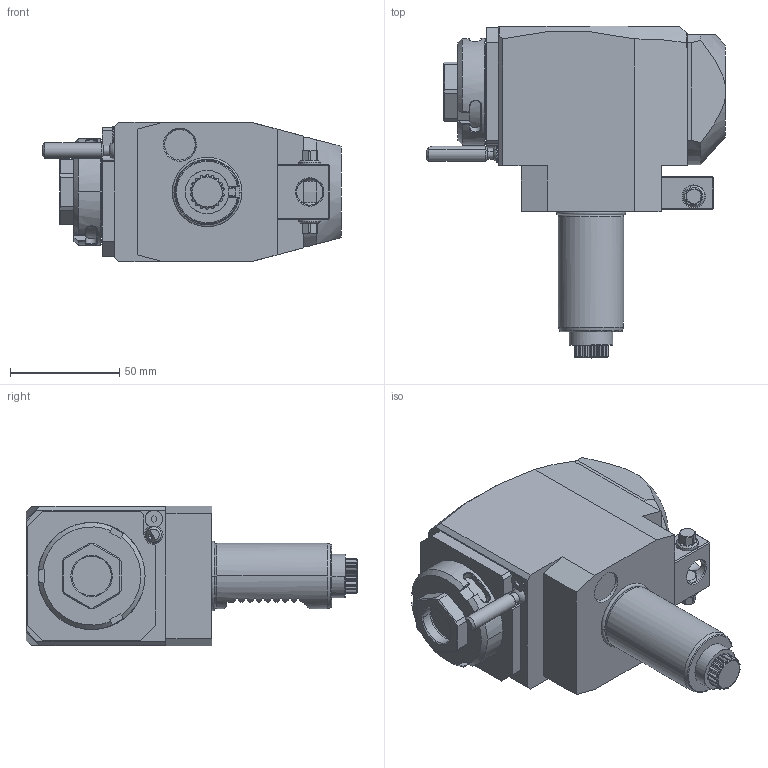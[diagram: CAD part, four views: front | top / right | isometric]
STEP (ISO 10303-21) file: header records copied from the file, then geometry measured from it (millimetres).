
FILE_DESCRIPTION((''),'2;1');
FILE_NAME('NGT1_30_235_25_1_2_55T','2024-03-27T',('vali'),('NOVA GRUP'),'PRO/ENGINEER BY PARAMETRIC TECHNOLOGY CORPORATION, 2010280','PRO/ENGINEER BY PARAMETRIC TECHNOLOGY CORPORATION, 2010280','');
FILE_SCHEMA(('CONFIG_CONTROL_DESIGN'));
Length unit declared in the file: millimetre
Products named in the file (1): NGT1_30_235_25_1_2_55T
Bounding box: 136.88 x 152 x 64 mm (x, y, z)
Volume: 559077.3 mm3; surface area: 51039 mm2
Topology: 1 solids, 1 shells, 427 faces, 1171 edges, 763 vertices
Faces by surface type: plane 186, cylinder 153, cone 73, bspline 8, torus 5, sphere 2
Entity records: 17508 total; most frequent: CARTESIAN_POINT 6971, ORIENTED_EDGE 2342, DIRECTION 2007, EDGE_CURVE 1171, VERTEX_POINT 763, AXIS2_PLACEMENT_3D 720, VECTOR 567, LINE 567
